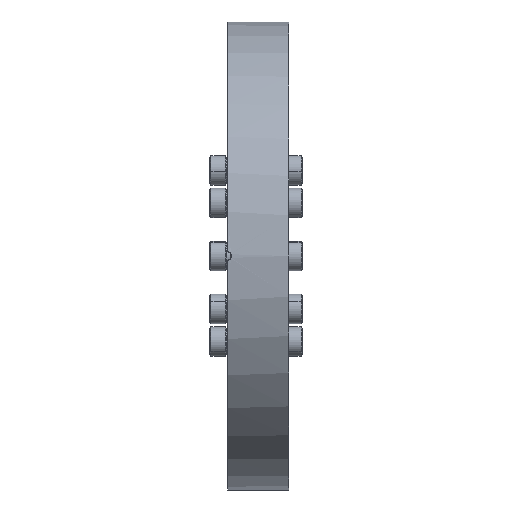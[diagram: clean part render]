
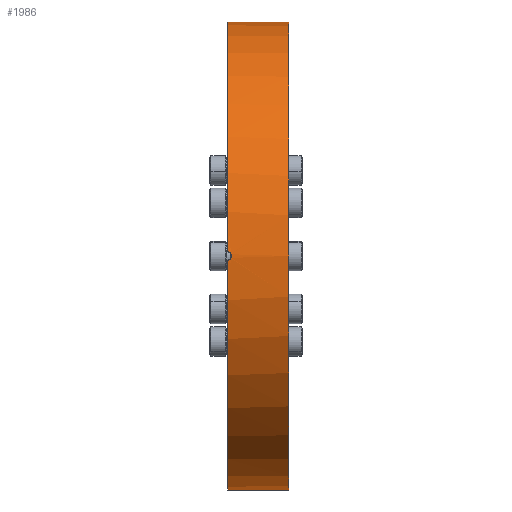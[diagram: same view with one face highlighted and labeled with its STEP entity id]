
A CAD part, left-side view. The second image highlights one B-rep face of the part: STEP entity #1986.
In plain terms, the highlighted cylindrical face has radius 57.15 mm (diameter 114.3 mm), a partial arc.
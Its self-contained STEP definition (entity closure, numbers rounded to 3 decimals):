
#3 = CARTESIAN_POINT ( 'NONE',  ( 0., -15., -57.15 ) ) ;
#49 = VERTEX_POINT ( 'NONE', #3303 ) ;
#59 = CARTESIAN_POINT ( 'NONE',  ( -57.148, -0.874, -0.503 ) ) ;
#107 = VECTOR ( 'NONE', #1272, 1000. ) ;
#385 = CARTESIAN_POINT ( 'NONE',  ( -57.143, -0.521, -0.893 ) ) ;
#479 = DIRECTION ( 'NONE',  ( 0., 1., 0. ) ) ;
#531 = DIRECTION ( 'NONE',  ( 0., 1., 0. ) ) ;
#604 = AXIS2_PLACEMENT_3D ( 'NONE', #2498, #531, #2830 ) ;
#620 = AXIS2_PLACEMENT_3D ( 'NONE', #1168, #3454, #1501 ) ;
#695 = CARTESIAN_POINT ( 'NONE',  ( -57.142, -0.262, 0.974 ) ) ;
#708 = CARTESIAN_POINT ( 'NONE',  ( -57.141, 0., -1. ) ) ;
#842 = VERTEX_POINT ( 'NONE', #2487 ) ;
#910 = CIRCLE ( 'NONE', #604, 57.15 ) ;
#962 = ORIENTED_EDGE ( 'NONE', *, *, #2888, .F. ) ;
#968 = DIRECTION ( 'NONE',  ( 0., 1., 0. ) ) ;
#1015 = CARTESIAN_POINT ( 'NONE',  ( -57.144, -0.615, 0.799 ) ) ;
#1080 = ORIENTED_EDGE ( 'NONE', *, *, #2873, .F. ) ;
#1168 = CARTESIAN_POINT ( 'NONE',  ( 0., 0., 0. ) ) ;
#1272 = DIRECTION ( 'NONE',  ( 0., 1., 0. ) ) ;
#1328 = DIRECTION ( 'NONE',  ( 0., 0., 1. ) ) ;
#1339 = CARTESIAN_POINT ( 'NONE',  ( -57.148, -0.874, 0.503 ) ) ;
#1350 = AXIS2_PLACEMENT_3D ( 'NONE', #1671, #1998, #1328 ) ;
#1501 = DIRECTION ( 'NONE',  ( 0., 0., 1. ) ) ;
#1605 = VERTEX_POINT ( 'NONE', #4056 ) ;
#1671 = CARTESIAN_POINT ( 'NONE',  ( 0., -15., 0. ) ) ;
#1680 = CARTESIAN_POINT ( 'NONE',  ( -57.15, -1., 0.131 ) ) ;
#1684 = ORIENTED_EDGE ( 'NONE', *, *, #3195, .T. ) ;
#1760 = CIRCLE ( 'NONE', #620, 57.15 ) ;
#1831 = EDGE_LOOP ( 'NONE', ( #2507, #3431, #1684, #1080, #2027, #962 ) ) ;
#1914 = CARTESIAN_POINT ( 'NONE',  ( 0., 0., -57.15 ) ) ;
#1986 = ADVANCED_FACE ( 'NONE', ( #2544 ), #3304, .T. ) ;
#1998 = DIRECTION ( 'NONE',  ( 0., 1., 0. ) ) ;
#2008 = CARTESIAN_POINT ( 'NONE',  ( -57.15, -0.974, -0.261 ) ) ;
#2010 = AXIS2_PLACEMENT_3D ( 'NONE', #2442, #479, #2761 ) ;
#2027 = ORIENTED_EDGE ( 'NONE', *, *, #3262, .T. ) ;
#2143 = B_SPLINE_CURVE_WITH_KNOTS ( 'NONE', 3,
 ( #3299, #2322, #695, #2983, #1015, #3312, #1339, #3618, #1680, #3918, #2008, #59, #2340, #385, #2665, #708 ),
 .UNSPECIFIED., .F., .F.,
 ( 4, 2, 2, 2, 2, 2, 2, 4 ),
 ( 0., 0., 0.001, 0.001, 0.002, 0.002, 0.002, 0.003 ),
 .UNSPECIFIED. ) ;
#2268 = CARTESIAN_POINT ( 'NONE',  ( 0., -15., 57.15 ) ) ;
#2298 = VERTEX_POINT ( 'NONE', #2775 ) ;
#2322 = CARTESIAN_POINT ( 'NONE',  ( -57.141, -0.132, 1. ) ) ;
#2340 = CARTESIAN_POINT ( 'NONE',  ( -57.147, -0.801, -0.613 ) ) ;
#2442 = CARTESIAN_POINT ( 'NONE',  ( 0., -15., 0. ) ) ;
#2487 = CARTESIAN_POINT ( 'NONE',  ( 0., 0., 57.15 ) ) ;
#2498 = CARTESIAN_POINT ( 'NONE',  ( 0., 0., 0. ) ) ;
#2507 = ORIENTED_EDGE ( 'NONE', *, *, #2626, .F. ) ;
#2544 = FACE_OUTER_BOUND ( 'NONE', #1831, .T. ) ;
#2626 = EDGE_CURVE ( 'NONE', #49, #3183, #3951, .T. ) ;
#2665 = CARTESIAN_POINT ( 'NONE',  ( -57.141, -0.264, -1. ) ) ;
#2761 = DIRECTION ( 'NONE',  ( 0., 0., 1. ) ) ;
#2775 = CARTESIAN_POINT ( 'NONE',  ( -57.141, 0., -1. ) ) ;
#2830 = DIRECTION ( 'NONE',  ( 0., 0., 1. ) ) ;
#2873 = EDGE_CURVE ( 'NONE', #1605, #842, #1760, .T. ) ;
#2888 = EDGE_CURVE ( 'NONE', #3183, #2298, #910, .T. ) ;
#2974 = LINE ( 'NONE', #2268, #107 ) ;
#2983 = CARTESIAN_POINT ( 'NONE',  ( -57.143, -0.504, 0.874 ) ) ;
#3140 = VECTOR ( 'NONE', #968, 1000. ) ;
#3183 = VERTEX_POINT ( 'NONE', #1914 ) ;
#3195 = EDGE_CURVE ( 'NONE', #4094, #842, #2974, .T. ) ;
#3262 = EDGE_CURVE ( 'NONE', #1605, #2298, #2143, .T. ) ;
#3299 = CARTESIAN_POINT ( 'NONE',  ( -57.141, 0., 1. ) ) ;
#3303 = CARTESIAN_POINT ( 'NONE',  ( 0., -15., -57.15 ) ) ;
#3304 = CYLINDRICAL_SURFACE ( 'NONE', #1350, 57.15 ) ;
#3311 = EDGE_CURVE ( 'NONE', #49, #4094, #3858, .T. ) ;
#3312 = CARTESIAN_POINT ( 'NONE',  ( -57.147, -0.799, 0.615 ) ) ;
#3431 = ORIENTED_EDGE ( 'NONE', *, *, #3311, .T. ) ;
#3454 = DIRECTION ( 'NONE',  ( 0., 1., 0. ) ) ;
#3618 = CARTESIAN_POINT ( 'NONE',  ( -57.15, -0.974, 0.263 ) ) ;
#3684 = CARTESIAN_POINT ( 'NONE',  ( 0., -15., 57.15 ) ) ;
#3858 = CIRCLE ( 'NONE', #2010, 57.15 ) ;
#3918 = CARTESIAN_POINT ( 'NONE',  ( -57.15, -1., -0.13 ) ) ;
#3951 = LINE ( 'NONE', #3, #3140 ) ;
#4056 = CARTESIAN_POINT ( 'NONE',  ( -57.141, 0., 1. ) ) ;
#4094 = VERTEX_POINT ( 'NONE', #3684 ) ;
